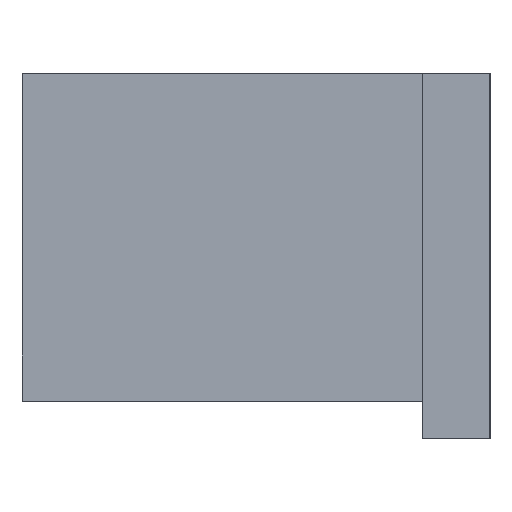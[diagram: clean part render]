
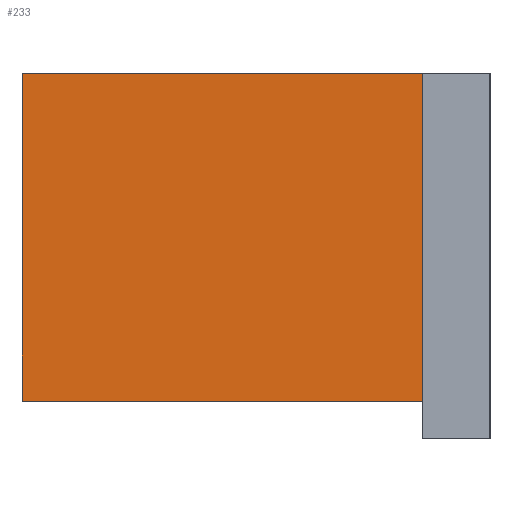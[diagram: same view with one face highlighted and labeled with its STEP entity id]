
A CAD part, left-side view. The second image highlights one B-rep face of the part: STEP entity #233.
In plain terms, the highlighted planar face has unit normal (-1, 0, 0).
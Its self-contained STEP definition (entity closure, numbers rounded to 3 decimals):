
#26=PLANE('',#265);
#38=FACE_OUTER_BOUND('',#54,.T.);
#54=EDGE_LOOP('',(#212,#213,#214,#215));
#72=LINE('',#373,#96);
#75=LINE('',#383,#99);
#78=LINE('',#388,#102);
#79=LINE('',#390,#103);
#96=VECTOR('',#307,10.);
#99=VECTOR('',#316,10.);
#102=VECTOR('',#323,10.);
#103=VECTOR('',#326,10.);
#124=VERTEX_POINT('',#370);
#125=VERTEX_POINT('',#372);
#126=VERTEX_POINT('',#376);
#129=VERTEX_POINT('',#381);
#150=EDGE_CURVE('',#124,#125,#72,.T.);
#155=EDGE_CURVE('',#126,#129,#75,.T.);
#158=EDGE_CURVE('',#124,#126,#78,.T.);
#159=EDGE_CURVE('',#125,#129,#79,.T.);
#212=ORIENTED_EDGE('',*,*,#150,.F.);
#213=ORIENTED_EDGE('',*,*,#158,.T.);
#214=ORIENTED_EDGE('',*,*,#155,.T.);
#215=ORIENTED_EDGE('',*,*,#159,.F.);
#233=ADVANCED_FACE('',(#38),#26,.T.);
#265=AXIS2_PLACEMENT_3D('',#389,#324,#325);
#307=DIRECTION('',(0.,0.,-1.));
#316=DIRECTION('',(0.,0.,-1.));
#323=DIRECTION('',(0.,1.,0.));
#324=DIRECTION('center_axis',(-1.,0.,0.));
#325=DIRECTION('ref_axis',(0.,0.,1.));
#326=DIRECTION('',(0.,1.,0.));
#370=CARTESIAN_POINT('',(-2.5,0.,4.375));
#372=CARTESIAN_POINT('',(-2.5,0.,-4.375));
#373=CARTESIAN_POINT('',(-2.5,0.,4.375));
#376=CARTESIAN_POINT('',(-2.5,10.7,4.375));
#381=CARTESIAN_POINT('',(-2.5,10.7,-4.375));
#383=CARTESIAN_POINT('',(-2.5,10.7,4.375));
#388=CARTESIAN_POINT('',(-2.5,0.,4.375));
#389=CARTESIAN_POINT('Origin',(-2.5,0.,-4.375));
#390=CARTESIAN_POINT('',(-2.5,0.,-4.375));
